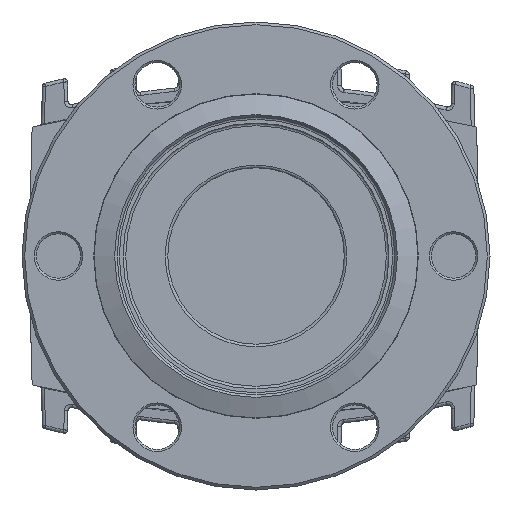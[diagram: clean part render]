
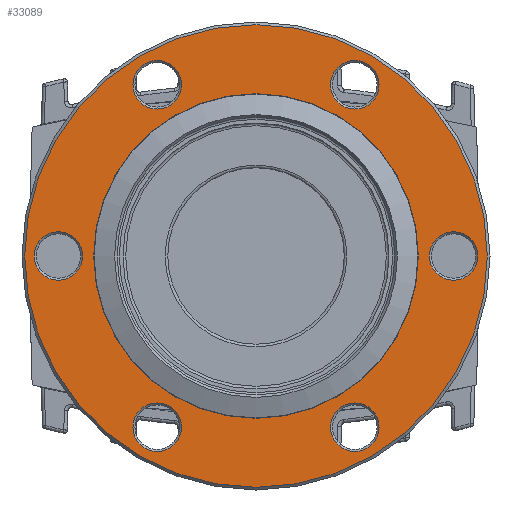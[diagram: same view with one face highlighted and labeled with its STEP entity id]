
A CAD part, front view. The second image highlights one B-rep face of the part: STEP entity #33089.
In plain terms, the highlighted planar face has unit normal (0, -1, 0).
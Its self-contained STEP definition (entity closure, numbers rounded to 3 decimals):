
#32502=CARTESIAN_POINT('',(24.1,-47.2,0.));
#32503=VERTEX_POINT('',#32502);
#32504=CARTESIAN_POINT('',(0.,-47.2,0.));
#32505=DIRECTION('',(0.0,1.0,0.0));
#32506=DIRECTION('',(-1.0,0.0,0.0));
#32507=AXIS2_PLACEMENT_3D('',#32504,#32505,#32506);
#32508=CIRCLE('',#32507,24.1);
#32509=EDGE_CURVE('',#32503,#32503,#32508,.T.);
#32735=CARTESIAN_POINT('',(18.275,-47.2,-25.418));
#32736=VERTEX_POINT('',#32735);
#32737=CARTESIAN_POINT('',(14.675,-47.2,-25.418));
#32738=DIRECTION('',(0.0,-1.0,0.0));
#32739=DIRECTION('',(-1.0,0.0,0.0));
#32740=AXIS2_PLACEMENT_3D('',#32737,#32738,#32739);
#32741=CIRCLE('',#32740,3.6);
#32742=EDGE_CURVE('',#32736,#32736,#32741,.T.);
#32775=CARTESIAN_POINT('',(-11.075,-47.2,-25.418));
#32776=VERTEX_POINT('',#32775);
#32777=CARTESIAN_POINT('',(-14.675,-47.2,-25.418));
#32778=DIRECTION('',(0.0,-1.0,0.0));
#32779=DIRECTION('',(-1.0,0.0,0.0));
#32780=AXIS2_PLACEMENT_3D('',#32777,#32778,#32779);
#32781=CIRCLE('',#32780,3.6);
#32782=EDGE_CURVE('',#32776,#32776,#32781,.T.);
#32815=CARTESIAN_POINT('',(18.275,-47.2,25.418));
#32816=VERTEX_POINT('',#32815);
#32817=CARTESIAN_POINT('',(14.675,-47.2,25.418));
#32818=DIRECTION('',(0.0,-1.0,0.0));
#32819=DIRECTION('',(-1.0,0.0,0.0));
#32820=AXIS2_PLACEMENT_3D('',#32817,#32818,#32819);
#32821=CIRCLE('',#32820,3.6);
#32822=EDGE_CURVE('',#32816,#32816,#32821,.T.);
#32855=CARTESIAN_POINT('',(32.95,-47.2,0.));
#32856=VERTEX_POINT('',#32855);
#32857=CARTESIAN_POINT('',(29.35,-47.2,0.));
#32858=DIRECTION('',(0.0,-1.0,0.0));
#32859=DIRECTION('',(-1.0,0.0,0.0));
#32860=AXIS2_PLACEMENT_3D('',#32857,#32858,#32859);
#32861=CIRCLE('',#32860,3.6);
#32862=EDGE_CURVE('',#32856,#32856,#32861,.T.);
#32895=CARTESIAN_POINT('',(-25.75,-47.2,0.));
#32896=VERTEX_POINT('',#32895);
#32897=CARTESIAN_POINT('',(-29.35,-47.2,0.));
#32898=DIRECTION('',(0.0,-1.0,0.0));
#32899=DIRECTION('',(-1.0,0.0,0.0));
#32900=AXIS2_PLACEMENT_3D('',#32897,#32898,#32899);
#32901=CIRCLE('',#32900,3.6);
#32902=EDGE_CURVE('',#32896,#32896,#32901,.T.);
#32935=CARTESIAN_POINT('',(-11.075,-47.2,25.418));
#32936=VERTEX_POINT('',#32935);
#32937=CARTESIAN_POINT('',(-14.675,-47.2,25.418));
#32938=DIRECTION('',(0.0,-1.0,0.0));
#32939=DIRECTION('',(-1.0,0.0,0.0));
#32940=AXIS2_PLACEMENT_3D('',#32937,#32938,#32939);
#32941=CIRCLE('',#32940,3.6);
#32942=EDGE_CURVE('',#32936,#32936,#32941,.T.);
#32978=CARTESIAN_POINT('',(-34.35,-47.2,0.));
#32979=VERTEX_POINT('',#32978);
#32980=CARTESIAN_POINT('',(0.,-47.2,0.));
#32981=DIRECTION('',(0.0,1.0,0.0));
#32982=DIRECTION('',(1.0,0.0,0.0));
#32983=AXIS2_PLACEMENT_3D('',#32980,#32981,#32982);
#32984=CIRCLE('',#32983,34.35);
#32985=EDGE_CURVE('',#32979,#32979,#32984,.T.);
#33060=CARTESIAN_POINT('',(-29.425,-47.2,0.));
#33061=DIRECTION('',(0.0,-1.0,0.0));
#33062=DIRECTION('',(0.0,0.0,-1.0));
#33063=AXIS2_PLACEMENT_3D('',#33060,#33061,#33062);
#33064=PLANE('',#33063);
#33065=ORIENTED_EDGE('',*,*,#32985,.F.);
#33066=EDGE_LOOP('',(#33065));
#33067=FACE_OUTER_BOUND('',#33066,.T.);
#33068=ORIENTED_EDGE('',*,*,#32942,.F.);
#33069=EDGE_LOOP('',(#33068));
#33070=FACE_BOUND('',#33069,.T.);
#33071=ORIENTED_EDGE('',*,*,#32862,.F.);
#33072=EDGE_LOOP('',(#33071));
#33073=FACE_BOUND('',#33072,.T.);
#33074=ORIENTED_EDGE('',*,*,#32782,.F.);
#33075=EDGE_LOOP('',(#33074));
#33076=FACE_BOUND('',#33075,.T.);
#33077=ORIENTED_EDGE('',*,*,#32509,.T.);
#33078=EDGE_LOOP('',(#33077));
#33079=FACE_BOUND('',#33078,.T.);
#33080=ORIENTED_EDGE('',*,*,#32742,.F.);
#33081=EDGE_LOOP('',(#33080));
#33082=FACE_BOUND('',#33081,.T.);
#33083=ORIENTED_EDGE('',*,*,#32822,.F.);
#33084=EDGE_LOOP('',(#33083));
#33085=FACE_BOUND('',#33084,.T.);
#33086=ORIENTED_EDGE('',*,*,#32902,.F.);
#33087=EDGE_LOOP('',(#33086));
#33088=FACE_BOUND('',#33087,.T.);
#33089=ADVANCED_FACE('',(#33067,#33070,#33073,#33076,#33079,#33082,#33085,#33088),#33064,.T.);
